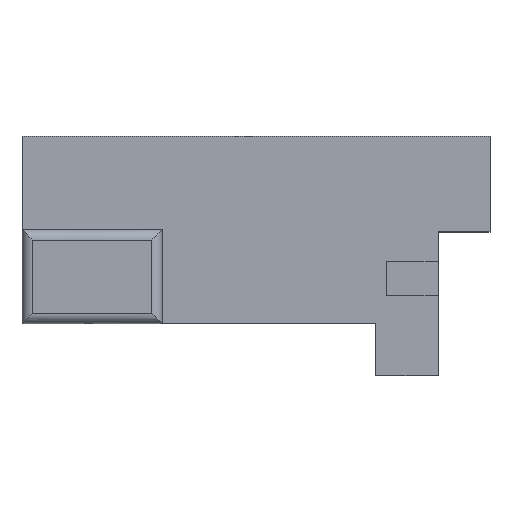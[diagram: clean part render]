
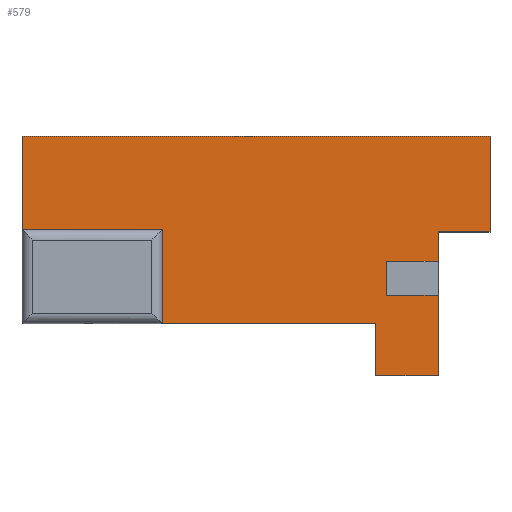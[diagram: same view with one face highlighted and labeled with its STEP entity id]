
A CAD part, top view. The second image highlights one B-rep face of the part: STEP entity #579.
In plain terms, the highlighted planar face has unit normal (0, 0, 1).
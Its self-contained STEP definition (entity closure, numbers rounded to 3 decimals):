
#6 = EDGE_CURVE ( 'NONE', #715, #707, #364, .T. ) ;
#17 = VERTEX_POINT ( 'NONE', #173 ) ;
#40 = ORIENTED_EDGE ( 'NONE', *, *, #6, .F. ) ;
#48 = VECTOR ( 'NONE', #770, 1000. ) ;
#51 = CARTESIAN_POINT ( 'NONE',  ( 68.32, -10., 10. ) ) ;
#58 = CARTESIAN_POINT ( 'NONE',  ( 90.37, 17.712, 10. ) ) ;
#65 = VERTEX_POINT ( 'NONE', #619 ) ;
#76 = VERTEX_POINT ( 'NONE', #556 ) ;
#79 = PLANE ( 'NONE',  #738 ) ;
#88 = LINE ( 'NONE', #227, #300 ) ;
#91 = VECTOR ( 'NONE', #459, 1000. ) ;
#96 = CARTESIAN_POINT ( 'NONE',  ( 70.37, 5.46, 10. ) ) ;
#110 = VERTEX_POINT ( 'NONE', #664 ) ;
#111 = ORIENTED_EDGE ( 'NONE', *, *, #782, .T. ) ;
#114 = DIRECTION ( 'NONE',  ( 0., -1., 0. ) ) ;
#116 = LINE ( 'NONE', #629, #703 ) ;
#124 = CARTESIAN_POINT ( 'NONE',  ( 0., 0., 10. ) ) ;
#128 = EDGE_CURVE ( 'NONE', #744, #648, #790, .T. ) ;
#151 = LINE ( 'NONE', #210, #687 ) ;
#153 = CARTESIAN_POINT ( 'NONE',  ( 27.074, 0., 10. ) ) ;
#155 = VECTOR ( 'NONE', #307, 1000. ) ;
#163 = LINE ( 'NONE', #601, #354 ) ;
#164 = EDGE_CURVE ( 'NONE', #688, #206, #88, .T. ) ;
#173 = CARTESIAN_POINT ( 'NONE',  ( 80.37, 5.46, 10. ) ) ;
#184 = DIRECTION ( 'NONE',  ( 1., 0., 0. ) ) ;
#190 = DIRECTION ( 'NONE',  ( -1., 0., 0. ) ) ;
#206 = VERTEX_POINT ( 'NONE', #96 ) ;
#210 = CARTESIAN_POINT ( 'NONE',  ( 80.37, 0., 10. ) ) ;
#219 = VECTOR ( 'NONE', #743, 1000. ) ;
#227 = CARTESIAN_POINT ( 'NONE',  ( 70.37, 5.46, 10. ) ) ;
#236 = VERTEX_POINT ( 'NONE', #479 ) ;
#238 = EDGE_CURVE ( 'NONE', #206, #17, #163, .T. ) ;
#256 = CARTESIAN_POINT ( 'NONE',  ( 80.37, 0., 10. ) ) ;
#262 = LINE ( 'NONE', #58, #519 ) ;
#266 = FACE_OUTER_BOUND ( 'NONE', #644, .T. ) ;
#276 = VECTOR ( 'NONE', #824, 1000. ) ;
#281 = LINE ( 'NONE', #352, #592 ) ;
#287 = VECTOR ( 'NONE', #671, 1000. ) ;
#300 = VECTOR ( 'NONE', #538, 1000. ) ;
#307 = DIRECTION ( 'NONE',  ( -1., 0., 0. ) ) ;
#311 = EDGE_CURVE ( 'NONE', #517, #236, #496, .T. ) ;
#333 = DIRECTION ( 'NONE',  ( 0., 0., -1. ) ) ;
#352 = CARTESIAN_POINT ( 'NONE',  ( 90.37, 36.167, 10. ) ) ;
#354 = VECTOR ( 'NONE', #549, 1000. ) ;
#362 = VERTEX_POINT ( 'NONE', #514 ) ;
#364 = LINE ( 'NONE', #51, #545 ) ;
#379 = CARTESIAN_POINT ( 'NONE',  ( 27.074, 18.145, 10. ) ) ;
#381 = ORIENTED_EDGE ( 'NONE', *, *, #238, .F. ) ;
#387 = LINE ( 'NONE', #256, #276 ) ;
#392 = CARTESIAN_POINT ( 'NONE',  ( 27.074, 0., 10. ) ) ;
#406 = VERTEX_POINT ( 'NONE', #553 ) ;
#408 = ORIENTED_EDGE ( 'NONE', *, *, #128, .F. ) ;
#430 = DIRECTION ( 'NONE',  ( 0., 1., 0. ) ) ;
#433 = EDGE_CURVE ( 'NONE', #648, #236, #558, .T. ) ;
#448 = LINE ( 'NONE', #830, #48 ) ;
#451 = CARTESIAN_POINT ( 'NONE',  ( 0., 36.167, 10. ) ) ;
#459 = DIRECTION ( 'NONE',  ( 1., 0., 0. ) ) ;
#464 = ORIENTED_EDGE ( 'NONE', *, *, #665, .T. ) ;
#479 = CARTESIAN_POINT ( 'NONE',  ( 0., 18.145, 10. ) ) ;
#481 = EDGE_CURVE ( 'NONE', #110, #715, #488, .T. ) ;
#488 = LINE ( 'NONE', #564, #219 ) ;
#494 = CARTESIAN_POINT ( 'NONE',  ( 0., 18.145, 10. ) ) ;
#495 = ORIENTED_EDGE ( 'NONE', *, *, #481, .F. ) ;
#496 = LINE ( 'NONE', #822, #559 ) ;
#501 = ORIENTED_EDGE ( 'NONE', *, *, #694, .T. ) ;
#514 = CARTESIAN_POINT ( 'NONE',  ( 90.37, 36.167, 10. ) ) ;
#517 = VERTEX_POINT ( 'NONE', #451 ) ;
#519 = VECTOR ( 'NONE', #190, 1000. ) ;
#522 = CARTESIAN_POINT ( 'NONE',  ( 68.32, 0., 10. ) ) ;
#523 = ORIENTED_EDGE ( 'NONE', *, *, #670, .F. ) ;
#537 = EDGE_CURVE ( 'NONE', #744, #707, #650, .T. ) ;
#538 = DIRECTION ( 'NONE',  ( 0., -1., 0. ) ) ;
#545 = VECTOR ( 'NONE', #430, 1000. ) ;
#549 = DIRECTION ( 'NONE',  ( 1., 0., 0. ) ) ;
#553 = CARTESIAN_POINT ( 'NONE',  ( 80.37, 17.712, 10. ) ) ;
#556 = CARTESIAN_POINT ( 'NONE',  ( 80.37, 12.07, 10. ) ) ;
#558 = LINE ( 'NONE', #494, #155 ) ;
#559 = VECTOR ( 'NONE', #114, 1000. ) ;
#564 = CARTESIAN_POINT ( 'NONE',  ( 80.37, -10., 10. ) ) ;
#579 = ADVANCED_FACE ( 'NONE', ( #266 ), #79, .F. ) ;
#580 = ORIENTED_EDGE ( 'NONE', *, *, #537, .T. ) ;
#584 = CARTESIAN_POINT ( 'NONE',  ( 70.37, 12.07, 10. ) ) ;
#592 = VECTOR ( 'NONE', #612, 1000. ) ;
#601 = CARTESIAN_POINT ( 'NONE',  ( 70.37, 5.46, 10. ) ) ;
#612 = DIRECTION ( 'NONE',  ( 0., -1., 0. ) ) ;
#619 = CARTESIAN_POINT ( 'NONE',  ( 90.37, 17.712, 10. ) ) ;
#629 = CARTESIAN_POINT ( 'NONE',  ( 70.37, 12.07, 10. ) ) ;
#633 = ORIENTED_EDGE ( 'NONE', *, *, #705, .T. ) ;
#644 = EDGE_LOOP ( 'NONE', ( #766, #111, #501, #776, #523, #633, #693, #734, #408, #580, #40, #495, #464, #381 ) ) ;
#645 = CARTESIAN_POINT ( 'NONE',  ( 0., 0., 10. ) ) ;
#646 = CARTESIAN_POINT ( 'NONE',  ( 68.32, -10., 10. ) ) ;
#648 = VERTEX_POINT ( 'NONE', #379 ) ;
#650 = LINE ( 'NONE', #645, #91 ) ;
#659 = DIRECTION ( 'NONE',  ( 0., 1., 0. ) ) ;
#664 = CARTESIAN_POINT ( 'NONE',  ( 80.37, -10., 10. ) ) ;
#665 = EDGE_CURVE ( 'NONE', #110, #17, #151, .T. ) ;
#670 = EDGE_CURVE ( 'NONE', #362, #65, #281, .T. ) ;
#671 = DIRECTION ( 'NONE',  ( 0., 1., 0. ) ) ;
#687 = VECTOR ( 'NONE', #659, 1000. ) ;
#688 = VERTEX_POINT ( 'NONE', #584 ) ;
#693 = ORIENTED_EDGE ( 'NONE', *, *, #311, .T. ) ;
#694 = EDGE_CURVE ( 'NONE', #76, #406, #387, .T. ) ;
#703 = VECTOR ( 'NONE', #184, 1000. ) ;
#705 = EDGE_CURVE ( 'NONE', #362, #517, #448, .T. ) ;
#707 = VERTEX_POINT ( 'NONE', #522 ) ;
#713 = DIRECTION ( 'NONE',  ( -1., 0., 0. ) ) ;
#715 = VERTEX_POINT ( 'NONE', #646 ) ;
#721 = EDGE_CURVE ( 'NONE', #65, #406, #262, .T. ) ;
#734 = ORIENTED_EDGE ( 'NONE', *, *, #433, .F. ) ;
#738 = AXIS2_PLACEMENT_3D ( 'NONE', #124, #333, #713 ) ;
#743 = DIRECTION ( 'NONE',  ( -1., 0., 0. ) ) ;
#744 = VERTEX_POINT ( 'NONE', #392 ) ;
#766 = ORIENTED_EDGE ( 'NONE', *, *, #164, .F. ) ;
#770 = DIRECTION ( 'NONE',  ( -1., 0., 0. ) ) ;
#776 = ORIENTED_EDGE ( 'NONE', *, *, #721, .F. ) ;
#782 = EDGE_CURVE ( 'NONE', #688, #76, #116, .T. ) ;
#790 = LINE ( 'NONE', #153, #287 ) ;
#822 = CARTESIAN_POINT ( 'NONE',  ( 0., 0., 10. ) ) ;
#824 = DIRECTION ( 'NONE',  ( 0., 1., 0. ) ) ;
#830 = CARTESIAN_POINT ( 'NONE',  ( 0., 36.167, 10. ) ) ;
